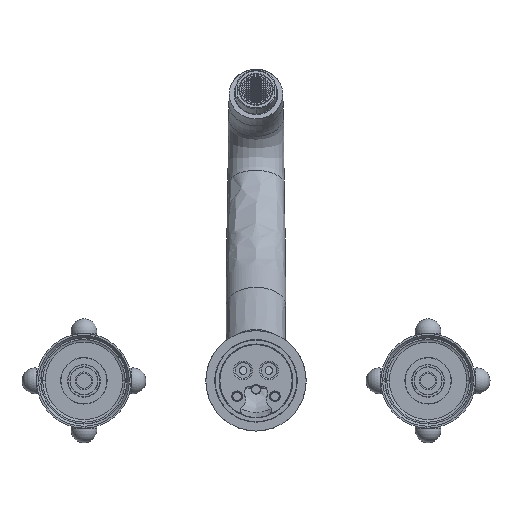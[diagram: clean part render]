
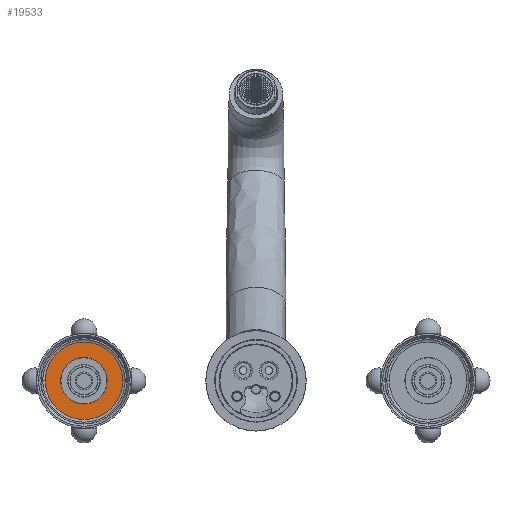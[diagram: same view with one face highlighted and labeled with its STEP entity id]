
A CAD part, front view. The second image highlights one B-rep face of the part: STEP entity #19533.
In plain terms, the highlighted planar face has unit normal (0, -1, 0).
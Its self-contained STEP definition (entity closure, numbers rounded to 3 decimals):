
#19420=CARTESIAN_POINT('',(-100.,-21.2,0.));
#19421=DIRECTION('',(0.,1.,0.));
#19422=DIRECTION('',(1.,0.,0.));
#19423=AXIS2_PLACEMENT_3D('',#19420,#19421,#19422);
#19425=CARTESIAN_POINT('',(-100.,-21.2,0.));
#19426=DIRECTION('',(0.,-1.,0.));
#19427=DIRECTION('',(1.,0.,0.));
#19428=AXIS2_PLACEMENT_3D('',#19425,#19426,#19427);
#19430=CARTESIAN_POINT('',(-100.,-21.2,0.));
#19431=DIRECTION('',(0.,-1.,0.));
#19432=DIRECTION('',(1.,0.,0.));
#19433=AXIS2_PLACEMENT_3D('',#19430,#19431,#19432);
#19443=CARTESIAN_POINT('',(-100.,-21.2,0.));
#19444=DIRECTION('',(0.,1.,0.));
#19445=DIRECTION('',(1.,0.,0.));
#19446=AXIS2_PLACEMENT_3D('',#19443,#19444,#19445);
#19459=CARTESIAN_POINT('',(-86.5,-21.2,0.));
#19461=VERTEX_POINT('',#19459);
#19462=CARTESIAN_POINT('',(-77.5,-21.2,0.));
#19464=VERTEX_POINT('',#19462);
#19467=CARTESIAN_POINT('',(-113.5,-21.2,0.));
#19469=VERTEX_POINT('',#19467);
#19470=CARTESIAN_POINT('',(-122.5,-21.2,0.));
#19472=VERTEX_POINT('',#19470);
#19518=CARTESIAN_POINT('',(-100.,-21.2,0.));
#19519=DIRECTION('',(0.,-1.,0.));
#19520=DIRECTION('',(-1.,0.,0.));
#19521=AXIS2_PLACEMENT_3D('',#19518,#19519,#19520);
#19522=PLANE('',#19521);
#19524=ORIENTED_EDGE('',*,*,#19523,.F.);
#19526=ORIENTED_EDGE('',*,*,#19525,.T.);
#19527=EDGE_LOOP('',(#19524,#19526));
#19528=FACE_OUTER_BOUND('',#19527,.F.);
#19529=ORIENTED_EDGE('',*,*,#19503,.F.);
#19530=ORIENTED_EDGE('',*,*,#19485,.T.);
#19531=EDGE_LOOP('',(#19529,#19530));
#19532=FACE_BOUND('',#19531,.F.);
#19533=ADVANCED_FACE('',(#19528,#19532),#19522,.T.);
#19424=CIRCLE('',#19423,13.5);
#19429=CIRCLE('',#19428,13.5);
#19434=CIRCLE('',#19433,22.5);
#19447=CIRCLE('',#19446,22.5);
#19485=EDGE_CURVE('',#19461,#19469,#19429,.T.);
#19503=EDGE_CURVE('',#19461,#19469,#19424,.T.);
#19523=EDGE_CURVE('',#19464,#19472,#19434,.T.);
#19525=EDGE_CURVE('',#19464,#19472,#19447,.T.);
